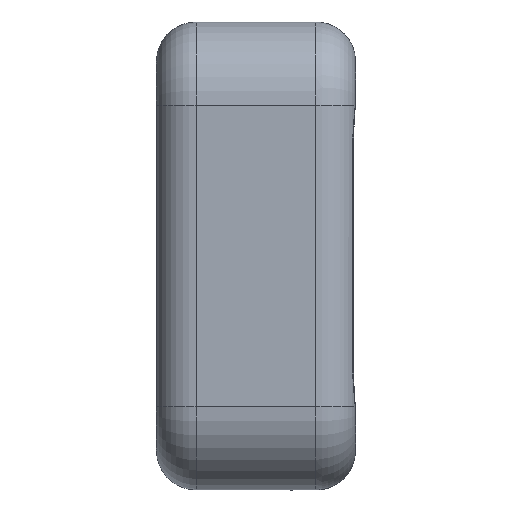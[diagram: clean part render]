
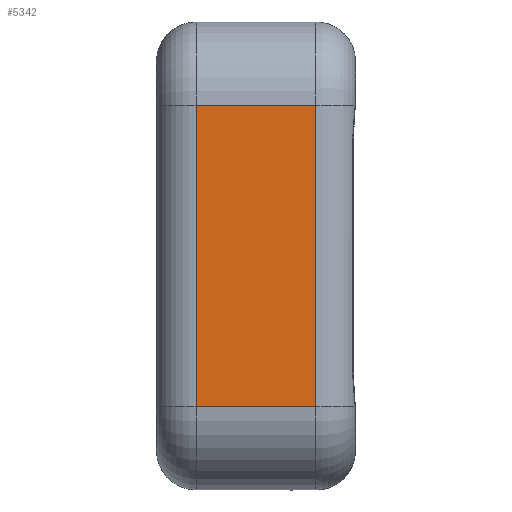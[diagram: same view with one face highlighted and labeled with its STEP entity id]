
A CAD part, left-side view. The second image highlights one B-rep face of the part: STEP entity #5342.
In plain terms, the highlighted planar face has unit normal (-1, 0, 0).
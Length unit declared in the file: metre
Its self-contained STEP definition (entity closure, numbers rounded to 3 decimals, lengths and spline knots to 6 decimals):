
#637=LINE('',#7770,#859);
#638=LINE('',#7773,#860);
#639=LINE('',#7775,#861);
#640=LINE('',#7777,#862);
#859=VECTOR('',#6358,1.);
#860=VECTOR('',#6359,1.);
#861=VECTOR('',#6360,1.);
#862=VECTOR('',#6361,1.);
#1227=ORIENTED_EDGE('',*,*,#2841,.F.);
#1228=ORIENTED_EDGE('',*,*,#2842,.T.);
#1229=ORIENTED_EDGE('',*,*,#2843,.T.);
#1230=ORIENTED_EDGE('',*,*,#2844,.T.);
#2841=EDGE_CURVE('',#3648,#3649,#637,.T.);
#2842=EDGE_CURVE('',#3648,#3650,#638,.F.);
#2843=EDGE_CURVE('',#3650,#3651,#639,.T.);
#2844=EDGE_CURVE('',#3651,#3649,#640,.T.);
#3648=VERTEX_POINT('',#7771);
#3649=VERTEX_POINT('',#7772);
#3650=VERTEX_POINT('',#7774);
#3651=VERTEX_POINT('',#7776);
#4375=EDGE_LOOP('',(#1227,#1228,#1229,#1230));
#4872=FACE_BOUND('',#4375,.T.);
#5301=PLANE('',#5795);
#5342=ADVANCED_FACE('',(#4872),#5301,.F.);
#5795=AXIS2_PLACEMENT_3D('',#7769,#6356,#6357);
#6356=DIRECTION('',(1.,0.,0.));
#6357=DIRECTION('',(0.,0.,-1.));
#6358=DIRECTION('',(0.,1.,0.));
#6359=DIRECTION('',(0.,0.,-1.));
#6360=DIRECTION('',(0.,1.,0.));
#6361=DIRECTION('',(0.,0.,-1.));
#7769=CARTESIAN_POINT('',(-0.058995,-0.0381,0.));
#7770=CARTESIAN_POINT('',(-0.058995,-0.0381,-0.028835));
#7771=CARTESIAN_POINT('',(-0.058995,-0.03048,-0.028835));
#7772=CARTESIAN_POINT('',(-0.058995,-0.00762,-0.028835));
#7773=CARTESIAN_POINT('',(-0.058995,-0.03048,0.028835));
#7774=CARTESIAN_POINT('',(-0.058995,-0.03048,0.028835));
#7775=CARTESIAN_POINT('',(-0.058995,-0.0381,0.028835));
#7776=CARTESIAN_POINT('',(-0.058995,-0.00762,0.028835));
#7777=CARTESIAN_POINT('',(-0.058995,-0.00762,0.));
